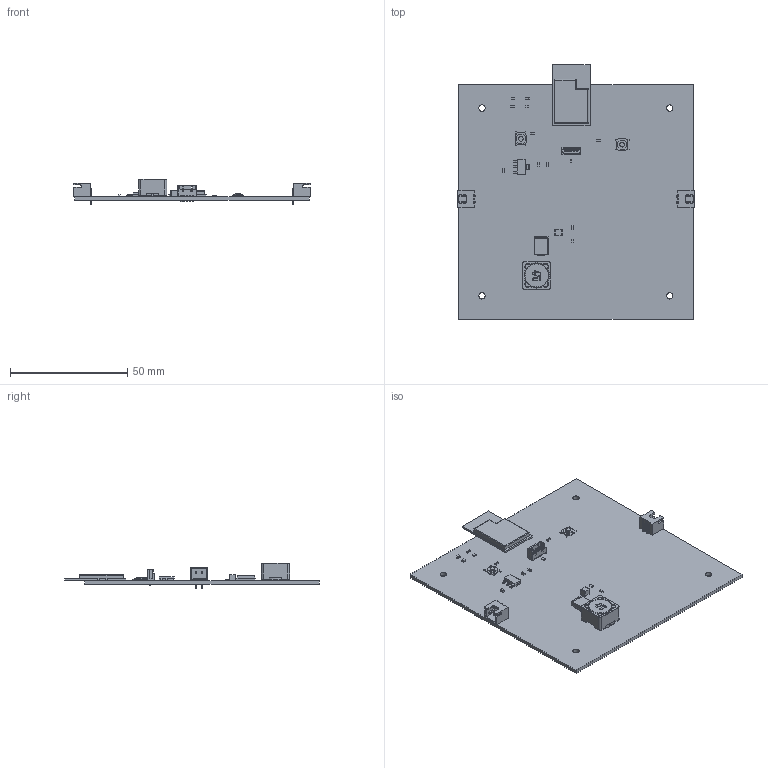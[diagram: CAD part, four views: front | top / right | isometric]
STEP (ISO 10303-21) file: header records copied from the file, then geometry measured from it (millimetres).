
FILE_DESCRIPTION(('KiCad electronic assembly'),'2;1');
FILE_NAME('ZLight.step','2022-11-16T06:13:32',('Pcbnew'),('Kicad'), 'Open CASCADE STEP processor 7.6','KiCad to STEP converter','Unknown' );
FILE_SCHEMA(('AUTOMOTIVE_DESIGN { 1 0 10303 214 1 1 1 1 }'));
Length unit declared in the file: millimetre
Products named in the file (24): ZLight 1; CWF-2RB; SOLID; SOT-223; JST connector 1x5  P1.25mm thru hole wafer A2; COMPOUND; smd_tactile_5_5; R_0603_1608Metric; C_1210_3225Metric; C_0603_1608Metric; LED_0603_1608Metric; D_SMC; E72-2G4M05S1F-E72-2G4M05S1F; CDRH127_470M; ZLight PCB
Assembly tree (34 placements, depth 3):
  ZLight 1
    CWF-2RB  x2
      SOLID
    SOT-223
      SOLID
    JST connector 1x5  P1.25mm thru hole wafer A2
      COMPOUND
    smd_tactile_5_5  x2
      SOLID
    R_0603_1608Metric  x7
      SOLID
    C_1210_3225Metric
      SOLID
    C_0603_1608Metric  x3
      SOLID
    LED_0603_1608Metric  x2
      SOLID
    D_SMC
      SOLID
    E72-2G4M05S1F-E72-2G4M05S1F
      SOLID
    CDRH127_470M
      COMPOUND
    ZLight PCB
Bounding box: 100.6 x 108.5 x 10.92 mm (x, y, z)
Volume: 17963.5 mm3; surface area: 24899.4 mm2
Topology: 33 solids, 33 shells, 1209 faces, 3139 edges, 2019 vertices
Faces by surface type: plane 889, cylinder 241, bspline 35, cone 35, torus 9
Full cylindrical faces by diameter (mm): 0.7 x5, 0.8 x4, 0.9 x5, 2.7 x4, 5 x1, 10 x3
Entity records: 61652 total; most frequent: CARTESIAN_POINT 13681, DIRECTION 8073, LINE 5405, VECTOR 5405, ORIENTED_EDGE 4278, PCURVE 4278, DEFINITIONAL_REPRESENTATION 4278, EDGE_CURVE 2139
